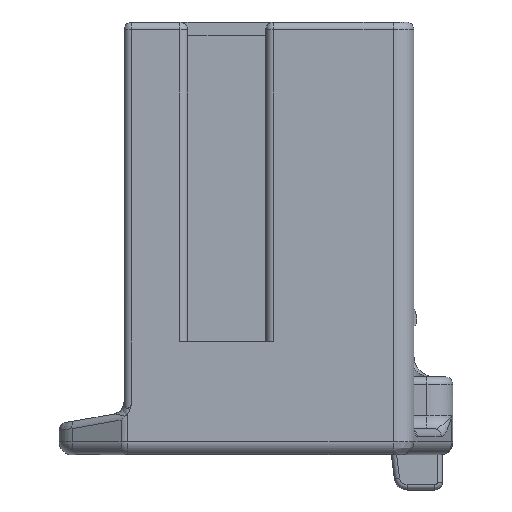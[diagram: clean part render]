
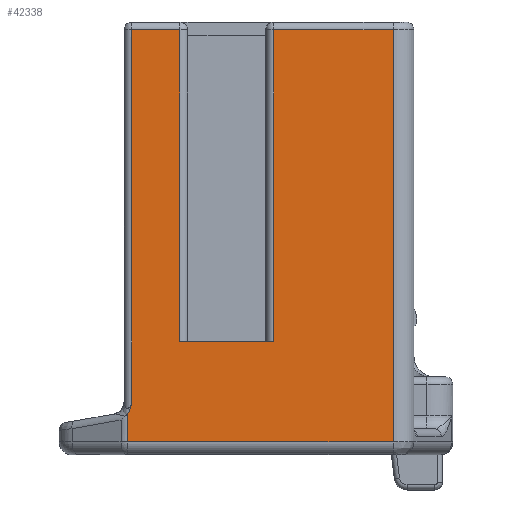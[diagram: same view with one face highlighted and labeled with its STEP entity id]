
A CAD part, left-side view. The second image highlights one B-rep face of the part: STEP entity #42338.
In plain terms, the highlighted planar face has unit normal (-1, 0, 0).
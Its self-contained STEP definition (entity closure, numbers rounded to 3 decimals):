
#1645=DIRECTION('',(0.,1.,0.));
#1646=VECTOR('',#1645,3.6);
#1647=CARTESIAN_POINT('',(-2.35,0.65,-12.3));
#1648=LINE('',#1647,#1646);
#1730=DIRECTION('',(0.,1.,0.));
#1731=VECTOR('',#1730,4.6);
#1732=CARTESIAN_POINT('',(-2.35,-3.95,-0.3));
#1733=LINE('',#1732,#1731);
#12850=CARTESIAN_POINT('',(-2.35,6.1,
-14.655));
#12851=CARTESIAN_POINT('',(-2.35,6.105,
-14.675));
#12852=CARTESIAN_POINT('',(-2.35,6.116,
-14.716));
#12853=CARTESIAN_POINT('',(-2.35,6.133,
-14.776));
#12854=CARTESIAN_POINT('',(-2.35,6.151,
-14.835));
#12855=CARTESIAN_POINT('',(-2.35,6.172,
-14.894));
#12856=CARTESIAN_POINT('',(-2.35,6.196,
-14.952));
#12857=CARTESIAN_POINT('',(-2.35,6.226,
-15.009));
#12858=CARTESIAN_POINT('',(-2.35,6.252,-15.047));
#12859=CARTESIAN_POINT('',(-2.35,6.266,-15.065));
#12882=CARTESIAN_POINT('',(-2.35,6.1,
-14.655));
#12889=DIRECTION('',(0.,0.,-1.));
#12890=VECTOR('',#12889,14.355);
#12891=CARTESIAN_POINT('',(-2.35,6.1,-0.3));
#12892=LINE('',#12891,#12890);
#13046=DIRECTION('',(0.,-1.,0.));
#13047=VECTOR('',#13046,1.85);
#13048=CARTESIAN_POINT('',(-2.35,6.1,-0.3));
#13049=LINE('',#13048,#13047);
#13050=DIRECTION('',(0.,0.,1.));
#13051=VECTOR('',#13050,12.);
#13052=CARTESIAN_POINT('',(-2.35,4.25,-12.3));
#13053=LINE('',#13052,#13051);
#13054=DIRECTION('',(0.,0.,-1.));
#13055=VECTOR('',#13054,12.);
#13056=CARTESIAN_POINT('',(-2.35,0.65,-0.3));
#13057=LINE('',#13056,#13055);
#13058=DIRECTION('',(0.,-1.,0.));
#13059=VECTOR('',#13058,10.216);
#13060=CARTESIAN_POINT('',(-2.35,6.266,-16.15));
#13061=LINE('',#13060,#13059);
#13076=DIRECTION('',(0.,0.,-1.));
#13077=VECTOR('',#13076,15.85);
#13078=CARTESIAN_POINT('',(-2.35,-3.95,-0.3));
#13079=LINE('',#13078,#13077);
#13174=DIRECTION('',(0.,0.,-1.));
#13175=VECTOR('',#13174,1.085);
#13176=CARTESIAN_POINT('',(-2.35,6.266,-15.065));
#13177=LINE('',#13176,#13175);
#19216=CARTESIAN_POINT('',(-2.35,4.25,-12.3));
#19218=VERTEX_POINT('',#19216);
#19219=CARTESIAN_POINT('',(-2.35,0.65,-12.3));
#19221=VERTEX_POINT('',#19219);
#19390=VERTEX_POINT('',#12882);
#19400=VERTEX_POINT('',#12859);
#20226=CARTESIAN_POINT('',(-2.35,6.266,-16.15));
#20227=VERTEX_POINT('',#20226);
#20298=CARTESIAN_POINT('',(-2.35,4.25,-0.3));
#20299=VERTEX_POINT('',#20298);
#20302=CARTESIAN_POINT('',(-2.35,6.1,-0.3));
#20303=VERTEX_POINT('',#20302);
#20330=CARTESIAN_POINT('',(-2.35,0.65,-0.3));
#20331=VERTEX_POINT('',#20330);
#20486=CARTESIAN_POINT('',(-2.35,-3.95,-0.3));
#20488=VERTEX_POINT('',#20486);
#20522=CARTESIAN_POINT('',(-2.35,-3.95,-16.15));
#20523=VERTEX_POINT('',#20522);
#42318=CARTESIAN_POINT('',(-2.35,-2.05,-16.65));
#42319=DIRECTION('',(-1.,0.,0.));
#42320=DIRECTION('',(0.,1.,0.));
#42321=AXIS2_PLACEMENT_3D('',#42318,#42319,#42320);
#42322=PLANE('',#42321);
#42324=ORIENTED_EDGE('',*,*,#42323,.F.);
#42326=ORIENTED_EDGE('',*,*,#42325,.F.);
#42327=ORIENTED_EDGE('',*,*,#42055,.F.);
#42328=ORIENTED_EDGE('',*,*,#42071,.F.);
#42329=ORIENTED_EDGE('',*,*,#42286,.T.);
#42330=ORIENTED_EDGE('',*,*,#42313,.F.);
#42331=ORIENTED_EDGE('',*,*,#26114,.F.);
#42332=ORIENTED_EDGE('',*,*,#26181,.F.);
#42333=ORIENTED_EDGE('',*,*,#26221,.F.);
#42335=ORIENTED_EDGE('',*,*,#42334,.T.);
#42336=EDGE_LOOP('',(#42324,#42326,#42327,#42328,#42329,#42330,#42331,#42332,
#42333,#42335));
#42337=FACE_OUTER_BOUND('',#42336,.F.);
#42338=ADVANCED_FACE('',(#42337),#42322,.T.);
#12860=B_SPLINE_CURVE_WITH_KNOTS('',3,(#12850,#12851,#12852,#12853,#12854,
#12855,#12856,#12857,#12858,#12859),.UNSPECIFIED.,.F.,.F.,(4,1,1,1,1,1,1,4),(
0.,0.143,0.286,0.429,0.571,
0.714,0.857,1.),.UNSPECIFIED.);
#26114=EDGE_CURVE('',#19221,#19218,#1648,.T.);
#26181=EDGE_CURVE('',#20331,#19221,#13057,.T.);
#26221=EDGE_CURVE('',#20488,#20331,#1733,.T.);
#42055=EDGE_CURVE('',#19390,#19400,#12860,.T.);
#42071=EDGE_CURVE('',#20303,#19390,#12892,.T.);
#42286=EDGE_CURVE('',#20303,#20299,#13049,.T.);
#42313=EDGE_CURVE('',#19218,#20299,#13053,.T.);
#42323=EDGE_CURVE('',#20227,#20523,#13061,.T.);
#42325=EDGE_CURVE('',#19400,#20227,#13177,.T.);
#42334=EDGE_CURVE('',#20488,#20523,#13079,.T.);
